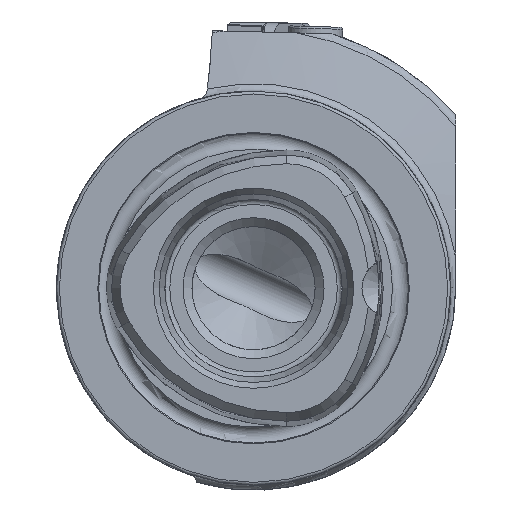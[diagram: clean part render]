
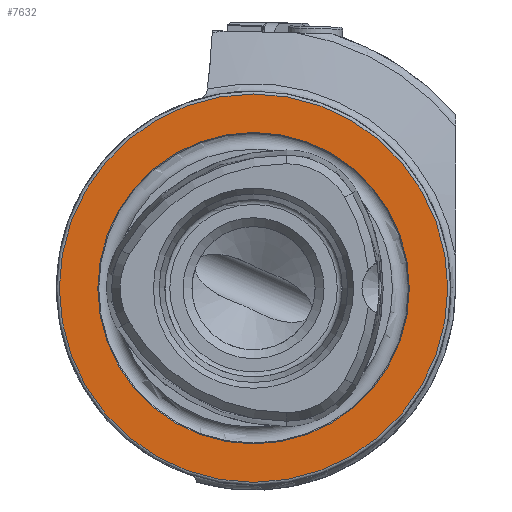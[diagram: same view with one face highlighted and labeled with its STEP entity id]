
A CAD part, left-side view. The second image highlights one B-rep face of the part: STEP entity #7632.
In plain terms, the highlighted planar face has unit normal (-1, 0, 0).
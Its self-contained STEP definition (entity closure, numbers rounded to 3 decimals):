
#265 = VERTEX_POINT ( 'NONE', #4601 ) ;
#1449 = CARTESIAN_POINT ( 'NONE',  ( 0., 0., 0. ) ) ;
#2101 = EDGE_CURVE ( 'NONE', #265, #265, #4871, .T. ) ;
#2431 = DIRECTION ( 'NONE',  ( 0., 0., 1. ) ) ;
#2621 = EDGE_CURVE ( 'NONE', #5273, #5273, #5728, .T. ) ;
#2761 = DIRECTION ( 'NONE',  ( -1., 0., 0. ) ) ;
#3457 = CARTESIAN_POINT ( 'NONE',  ( 0., 0., 15.8 ) ) ;
#3648 = AXIS2_PLACEMENT_3D ( 'NONE', #6558, #4097, #4788 ) ;
#4085 = FACE_BOUND ( 'NONE', #7501, .T. ) ;
#4097 = DIRECTION ( 'NONE',  ( 1., 0., 0. ) ) ;
#4601 = CARTESIAN_POINT ( 'NONE',  ( 0., 0., 19.7 ) ) ;
#4760 = PLANE ( 'NONE',  #3648 ) ;
#4788 = DIRECTION ( 'NONE',  ( 0., 0., -1. ) ) ;
#4871 = CIRCLE ( 'NONE', #5805, 19.7 ) ;
#5273 = VERTEX_POINT ( 'NONE', #3457 ) ;
#5450 = ORIENTED_EDGE ( 'NONE', *, *, #2101, .T. ) ;
#5728 = CIRCLE ( 'NONE', #7551, 15.8 ) ;
#5805 = AXIS2_PLACEMENT_3D ( 'NONE', #1449, #2761, #7709 ) ;
#5895 = ORIENTED_EDGE ( 'NONE', *, *, #2621, .F. ) ;
#6172 = CARTESIAN_POINT ( 'NONE',  ( 0., 0., 0. ) ) ;
#6418 = EDGE_LOOP ( 'NONE', ( #5450 ) ) ;
#6558 = CARTESIAN_POINT ( 'NONE',  ( 0., 15.8, 0. ) ) ;
#7406 = DIRECTION ( 'NONE',  ( -1., 0., 0. ) ) ;
#7501 = EDGE_LOOP ( 'NONE', ( #5895 ) ) ;
#7551 = AXIS2_PLACEMENT_3D ( 'NONE', #6172, #7406, #2431 ) ;
#7632 = ADVANCED_FACE ( 'NONE', ( #4085, #7852 ), #4760, .F. ) ;
#7709 = DIRECTION ( 'NONE',  ( 0., 0., 1. ) ) ;
#7852 = FACE_OUTER_BOUND ( 'NONE', #6418, .T. ) ;
